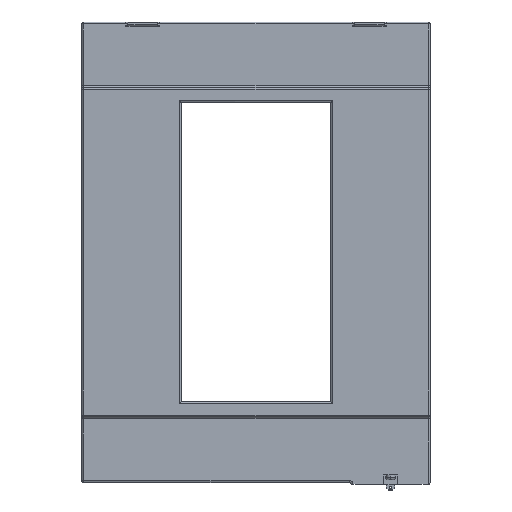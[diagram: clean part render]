
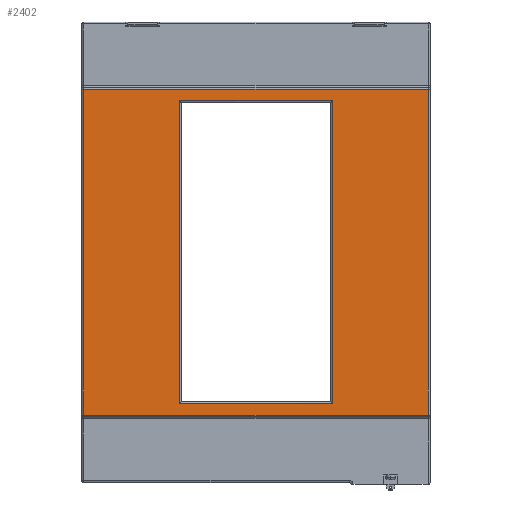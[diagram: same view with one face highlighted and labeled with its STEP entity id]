
A CAD part, top view. The second image highlights one B-rep face of the part: STEP entity #2402.
In plain terms, the highlighted planar face has unit normal (0, 0, 1).
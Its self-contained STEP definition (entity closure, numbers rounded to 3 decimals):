
#74 = DIRECTION ( 'NONE',  ( 0., 1., 0. ) ) ;
#89 = PLANE ( 'NONE',  #3876 ) ;
#155 = DIRECTION ( 'NONE',  ( -1., 0., 0. ) ) ;
#159 = FACE_BOUND ( 'NONE', #2440, .T. ) ;
#180 = LINE ( 'NONE', #6586, #2948 ) ;
#185 = EDGE_CURVE ( 'NONE', #1700, #2403, #606, .T. ) ;
#469 = VERTEX_POINT ( 'NONE', #6585 ) ;
#489 = DIRECTION ( 'NONE',  ( 0., -1., 0. ) ) ;
#565 = EDGE_LOOP ( 'NONE', ( #4058, #2007, #4387, #4511 ) ) ;
#606 = LINE ( 'NONE', #5810, #1774 ) ;
#796 = VECTOR ( 'NONE', #74, 1000. ) ;
#816 = VECTOR ( 'NONE', #2240, 1000. ) ;
#955 = FACE_OUTER_BOUND ( 'NONE', #565, .T. ) ;
#992 = CARTESIAN_POINT ( 'NONE',  ( -41., 81., 42. ) ) ;
#1169 = EDGE_CURVE ( 'NONE', #3552, #3158, #2082, .T. ) ;
#1237 = VECTOR ( 'NONE', #3463, 1000. ) ;
#1358 = DIRECTION ( 'NONE',  ( 1., 0., 0. ) ) ;
#1498 = EDGE_CURVE ( 'NONE', #2285, #1700, #2079, .T. ) ;
#1592 = DIRECTION ( 'NONE',  ( -1., 0., 0. ) ) ;
#1685 = ORIENTED_EDGE ( 'NONE', *, *, #1169, .T. ) ;
#1700 = VERTEX_POINT ( 'NONE', #5723 ) ;
#1705 = EDGE_CURVE ( 'NONE', #469, #3552, #180, .T. ) ;
#1720 = CARTESIAN_POINT ( 'NONE',  ( -40., -81., 42. ) ) ;
#1759 = VECTOR ( 'NONE', #155, 1000. ) ;
#1774 = VECTOR ( 'NONE', #2806, 1000. ) ;
#2007 = ORIENTED_EDGE ( 'NONE', *, *, #6168, .T. ) ;
#2079 = LINE ( 'NONE', #3703, #1759 ) ;
#2082 = LINE ( 'NONE', #1720, #816 ) ;
#2240 = DIRECTION ( 'NONE',  ( -1., 0., 0. ) ) ;
#2285 = VERTEX_POINT ( 'NONE', #2450 ) ;
#2402 = ADVANCED_FACE ( 'NONE', ( #159, #955 ), #89, .F. ) ;
#2403 = VERTEX_POINT ( 'NONE', #5175 ) ;
#2440 = EDGE_LOOP ( 'NONE', ( #4661, #4160, #5768, #1685 ) ) ;
#2450 = CARTESIAN_POINT ( 'NONE',  ( 92., 87., 42. ) ) ;
#2749 = LINE ( 'NONE', #4924, #1237 ) ;
#2806 = DIRECTION ( 'NONE',  ( 0., -1., 0. ) ) ;
#2896 = VECTOR ( 'NONE', #4576, 1000. ) ;
#2948 = VECTOR ( 'NONE', #489, 1000. ) ;
#3007 = CARTESIAN_POINT ( 'NONE',  ( 92., -87., 42. ) ) ;
#3158 = VERTEX_POINT ( 'NONE', #4364 ) ;
#3463 = DIRECTION ( 'NONE',  ( 1., 0., 0. ) ) ;
#3552 = VERTEX_POINT ( 'NONE', #5965 ) ;
#3596 = DIRECTION ( 'NONE',  ( 0., 0., -1. ) ) ;
#3703 = CARTESIAN_POINT ( 'NONE',  ( 0., 87., 42. ) ) ;
#3876 = AXIS2_PLACEMENT_3D ( 'NONE', #4148, #3596, #1592 ) ;
#3996 = VERTEX_POINT ( 'NONE', #3007 ) ;
#4058 = ORIENTED_EDGE ( 'NONE', *, *, #185, .T. ) ;
#4148 = CARTESIAN_POINT ( 'NONE',  ( 0., 0., 42. ) ) ;
#4160 = ORIENTED_EDGE ( 'NONE', *, *, #5702, .T. ) ;
#4364 = CARTESIAN_POINT ( 'NONE',  ( -41., -81., 42. ) ) ;
#4387 = ORIENTED_EDGE ( 'NONE', *, *, #5940, .T. ) ;
#4415 = CARTESIAN_POINT ( 'NONE',  ( 0., -87., 42. ) ) ;
#4472 = LINE ( 'NONE', #6231, #796 ) ;
#4511 = ORIENTED_EDGE ( 'NONE', *, *, #1498, .T. ) ;
#4541 = EDGE_CURVE ( 'NONE', #3158, #6431, #4472, .T. ) ;
#4576 = DIRECTION ( 'NONE',  ( 0., 1., 0. ) ) ;
#4661 = ORIENTED_EDGE ( 'NONE', *, *, #4541, .T. ) ;
#4668 = LINE ( 'NONE', #4415, #5071 ) ;
#4924 = CARTESIAN_POINT ( 'NONE',  ( 40., 81., 42. ) ) ;
#5071 = VECTOR ( 'NONE', #1358, 1000. ) ;
#5175 = CARTESIAN_POINT ( 'NONE',  ( -92., -87., 42. ) ) ;
#5702 = EDGE_CURVE ( 'NONE', #6431, #469, #2749, .T. ) ;
#5723 = CARTESIAN_POINT ( 'NONE',  ( -92., 87., 42. ) ) ;
#5768 = ORIENTED_EDGE ( 'NONE', *, *, #1705, .T. ) ;
#5810 = CARTESIAN_POINT ( 'NONE',  ( -92., 0., 42. ) ) ;
#5940 = EDGE_CURVE ( 'NONE', #3996, #2285, #6271, .T. ) ;
#5965 = CARTESIAN_POINT ( 'NONE',  ( 41., -81., 42. ) ) ;
#6168 = EDGE_CURVE ( 'NONE', #2403, #3996, #4668, .T. ) ;
#6231 = CARTESIAN_POINT ( 'NONE',  ( -41., 80., 42. ) ) ;
#6271 = LINE ( 'NONE', #6544, #2896 ) ;
#6431 = VERTEX_POINT ( 'NONE', #992 ) ;
#6544 = CARTESIAN_POINT ( 'NONE',  ( 92., 0., 42. ) ) ;
#6585 = CARTESIAN_POINT ( 'NONE',  ( 41., 81., 42. ) ) ;
#6586 = CARTESIAN_POINT ( 'NONE',  ( 41., -80., 42. ) ) ;
